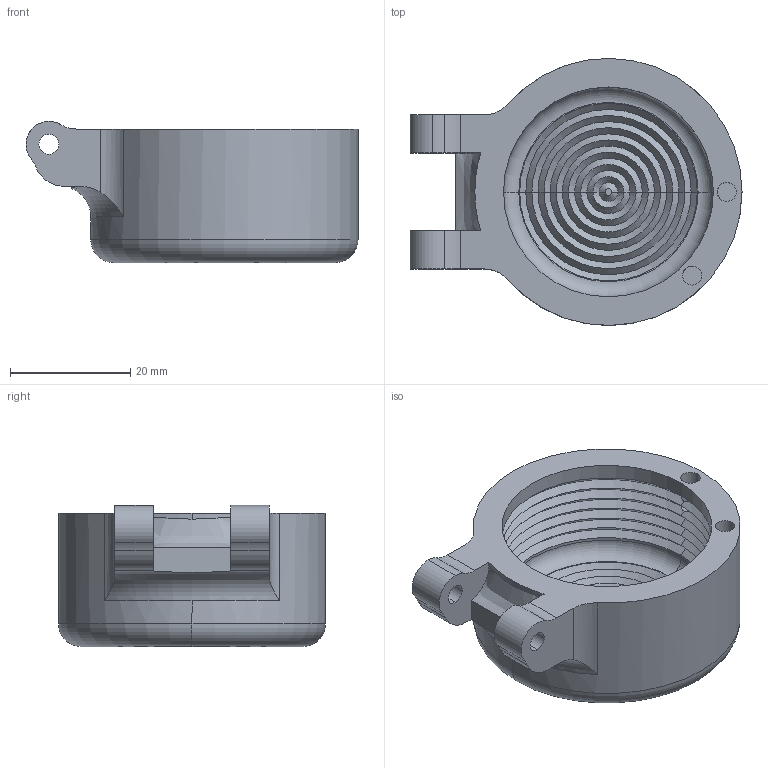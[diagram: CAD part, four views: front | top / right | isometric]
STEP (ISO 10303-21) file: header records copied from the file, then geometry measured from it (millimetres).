
FILE_DESCRIPTION (( 'STEP AP214' ), '1' );
FILE_NAME ('SLA-Sample-Well-Lid.STEP', '2020-02-10T18:35:43', ( '' ), ( '' ), 'SwSTEP 2.0', 'SolidWorks 2018', '' );
FILE_SCHEMA (( 'AUTOMOTIVE_DESIGN' ));
Length unit declared in the file: inch
Products named in the file (1): 1010124-610-0270 - SLA sample lid
Bounding box: 55.24 x 44.45 x 23.5 mm (x, y, z)
Volume: 17827.7 mm3; surface area: 9634.9 mm2
Topology: 1 solids, 1 shells, 100 faces, 240 edges, 140 vertices
Faces by surface type: cone 52, cylinder 29, plane 13, torus 5, bspline 1
Entity records: 3144 total; most frequent: CARTESIAN_POINT 729, DIRECTION 535, ORIENTED_EDGE 480, EDGE_CURVE 240, AXIS2_PLACEMENT_3D 218, VERTEX_POINT 140, CIRCLE 118, EDGE_LOOP 110
